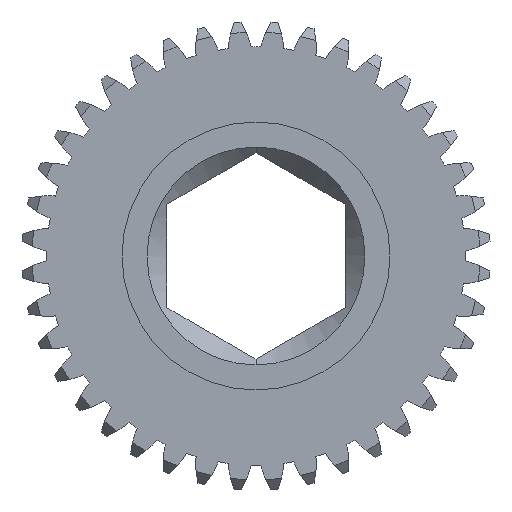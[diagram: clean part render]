
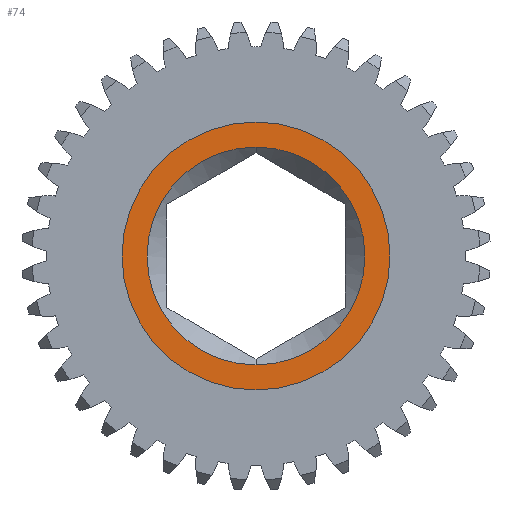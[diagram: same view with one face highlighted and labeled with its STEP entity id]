
A CAD part, left-side view. The second image highlights one B-rep face of the part: STEP entity #74.
In plain terms, the highlighted planar face has unit normal (-1, 0, 0).
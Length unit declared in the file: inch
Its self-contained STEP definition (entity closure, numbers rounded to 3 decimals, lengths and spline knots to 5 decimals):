
#21 = CARTESIAN_POINT ( 'NONE',  ( -0.0625, 0., -0.305 ) ) ;
#28 = AXIS2_PLACEMENT_3D ( 'NONE', #837, #6436, #6570 ) ;
#43 = CARTESIAN_POINT ( 'NONE',  ( -0.0625, 0., 0.375 ) ) ;
#74 = ADVANCED_FACE ( 'NONE', ( #1828, #2540 ), #4768, .T. ) ;
#300 = CARTESIAN_POINT ( 'NONE',  ( -0.0625, 0., 0. ) ) ;
#326 = ORIENTED_EDGE ( 'NONE', *, *, #7809, .T. ) ;
#713 = CARTESIAN_POINT ( 'NONE',  ( -0.0625, 0., -0.375 ) ) ;
#748 = EDGE_LOOP ( 'NONE', ( #326, #3423 ) ) ;
#820 = AXIS2_PLACEMENT_3D ( 'NONE', #300, #3154, #4044 ) ;
#837 = CARTESIAN_POINT ( 'NONE',  ( -0.0625, 0., 0. ) ) ;
#908 = CARTESIAN_POINT ( 'NONE',  ( -0.0625, 0., 0. ) ) ;
#927 = CIRCLE ( 'NONE', #28, 0.305 ) ;
#1088 = DIRECTION ( 'NONE',  ( -1., 0., 0. ) ) ;
#1828 = FACE_BOUND ( 'NONE', #4078, .T. ) ;
#1913 = VERTEX_POINT ( 'NONE', #3594 ) ;
#1974 = CIRCLE ( 'NONE', #2730, 0.305 ) ;
#2174 = ORIENTED_EDGE ( 'NONE', *, *, #3124, .T. ) ;
#2540 = FACE_OUTER_BOUND ( 'NONE', #748, .T. ) ;
#2730 = AXIS2_PLACEMENT_3D ( 'NONE', #5535, #8415, #9150 ) ;
#2812 = VERTEX_POINT ( 'NONE', #21 ) ;
#3124 = EDGE_CURVE ( 'NONE', #2812, #1913, #927, .T. ) ;
#3154 = DIRECTION ( 'NONE',  ( -1., 0., 0. ) ) ;
#3423 = ORIENTED_EDGE ( 'NONE', *, *, #6317, .T. ) ;
#3463 = AXIS2_PLACEMENT_3D ( 'NONE', #4835, #1088, #6895 ) ;
#3466 = AXIS2_PLACEMENT_3D ( 'NONE', #908, #6675, #5317 ) ;
#3594 = CARTESIAN_POINT ( 'NONE',  ( -0.0625, 0., 0.305 ) ) ;
#4044 = DIRECTION ( 'NONE',  ( 0., 0., 1. ) ) ;
#4078 = EDGE_LOOP ( 'NONE', ( #2174, #6080 ) ) ;
#4768 = PLANE ( 'NONE',  #820 ) ;
#4825 = VERTEX_POINT ( 'NONE', #713 ) ;
#4835 = CARTESIAN_POINT ( 'NONE',  ( -0.0625, 0., 0. ) ) ;
#5140 = CIRCLE ( 'NONE', #3466, 0.375 ) ;
#5317 = DIRECTION ( 'NONE',  ( 0., 0., 1. ) ) ;
#5535 = CARTESIAN_POINT ( 'NONE',  ( -0.0625, 0., 0. ) ) ;
#5883 = EDGE_CURVE ( 'NONE', #1913, #2812, #1974, .T. ) ;
#6080 = ORIENTED_EDGE ( 'NONE', *, *, #5883, .T. ) ;
#6317 = EDGE_CURVE ( 'NONE', #6608, #4825, #7991, .T. ) ;
#6436 = DIRECTION ( 'NONE',  ( 1., 0., 0. ) ) ;
#6570 = DIRECTION ( 'NONE',  ( 0., 0., -1. ) ) ;
#6608 = VERTEX_POINT ( 'NONE', #43 ) ;
#6675 = DIRECTION ( 'NONE',  ( -1., 0., 0. ) ) ;
#6895 = DIRECTION ( 'NONE',  ( 0., 0., 1. ) ) ;
#7809 = EDGE_CURVE ( 'NONE', #4825, #6608, #5140, .T. ) ;
#7991 = CIRCLE ( 'NONE', #3463, 0.375 ) ;
#8415 = DIRECTION ( 'NONE',  ( 1., 0., 0. ) ) ;
#9150 = DIRECTION ( 'NONE',  ( 0., 0., -1. ) ) ;
